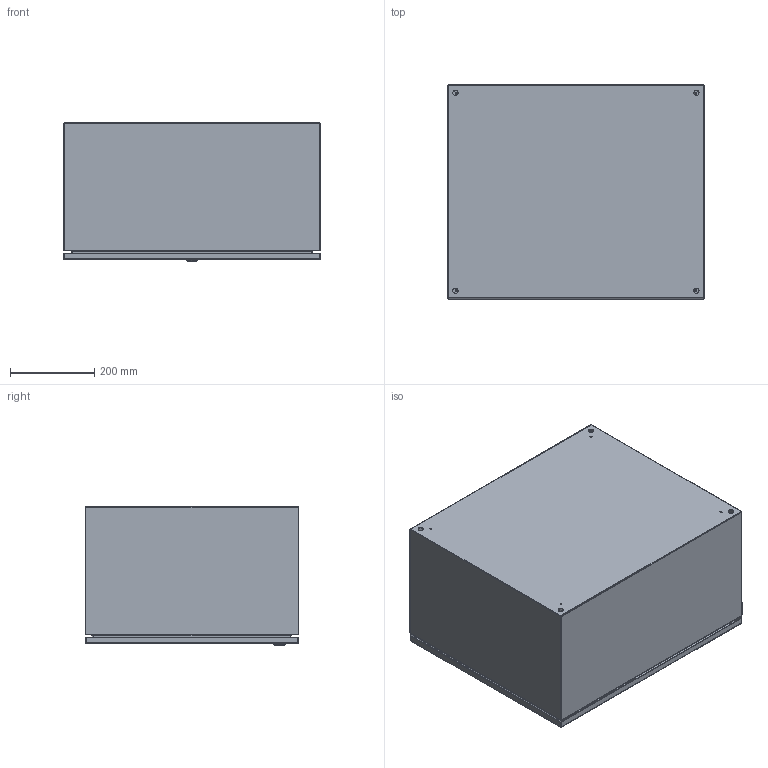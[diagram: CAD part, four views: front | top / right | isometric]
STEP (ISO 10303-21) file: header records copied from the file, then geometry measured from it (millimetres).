
FILE_DESCRIPTION (( 'STEP AP214' ), '1' );
FILE_NAME ('EN4SD242012LG.STEP', '2019-11-13T17:56:15', ( '' ), ( '' ), 'SwSTEP 2.0', 'SolidWorks 2019', '' );
FILE_SCHEMA (( 'AUTOMOTIVE_DESIGN' ));
Length unit declared in the file: inch
Products named in the file (1): EN4SD242012LG
Bounding box: 609.6 x 508 x 329.74 mm (x, y, z)
Volume: 2308017.6 mm3; surface area: 2947187.2 mm2
Topology: 23 solids, 24 shells, 591 faces, 1361 edges, 832 vertices
Faces by surface type: plane 266, cylinder 201, bspline 80, torus 24, cone 16, sphere 4
Entity records: 26174 total; most frequent: CARTESIAN_POINT 5523, DIRECTION 2708, ORIENTED_EDGE 2686, EDGE_CURVE 1343, AXIS2_PLACEMENT_3D 977, VERTEX_POINT 832, VECTOR 754, LINE 754
